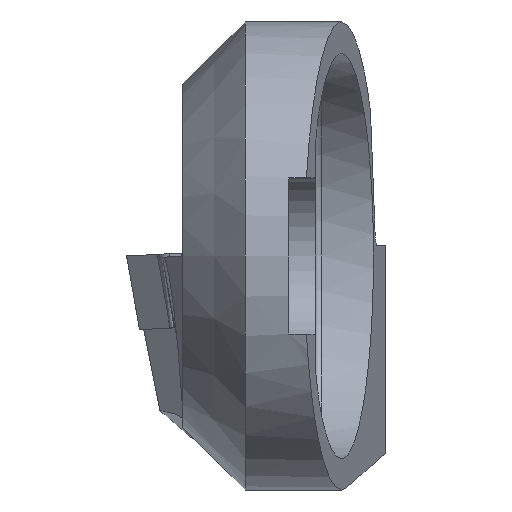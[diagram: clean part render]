
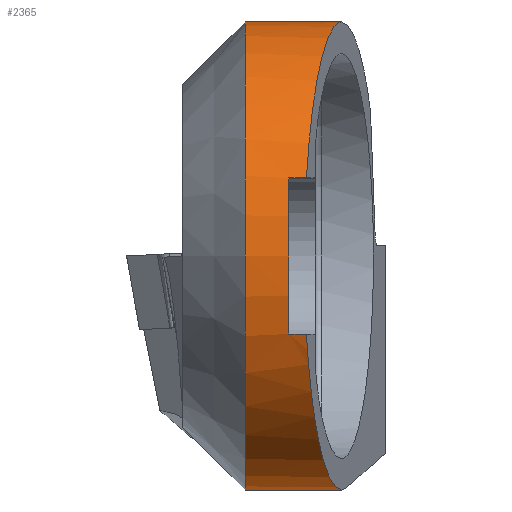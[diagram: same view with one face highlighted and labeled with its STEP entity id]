
A CAD part, front view. The second image highlights one B-rep face of the part: STEP entity #2365.
In plain terms, the highlighted cylindrical face has radius 7.5 mm (diameter 15 mm), a partial arc.
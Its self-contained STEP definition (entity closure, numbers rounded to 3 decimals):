
#89 = CARTESIAN_POINT ( 'NONE',  ( -0.282, -7.071, -2.5 ) ) ;
#102 = DIRECTION ( 'NONE',  ( 0., 0., -1. ) ) ;
#104 = CARTESIAN_POINT ( 'NONE',  ( -0.282, -7.071, -2.5 ) ) ;
#106 = CYLINDRICAL_SURFACE ( 'NONE', #3803, 7.5 ) ;
#133 = CARTESIAN_POINT ( 'NONE',  ( -0.108, -5.975, 5.601 ) ) ;
#151 = DIRECTION ( 'NONE',  ( 1., 0., 0. ) ) ;
#231 = EDGE_CURVE ( 'NONE', #2698, #2151, #4373, .T. ) ;
#306 = VERTEX_POINT ( 'NONE', #1815 ) ;
#330 = CARTESIAN_POINT ( 'NONE',  ( 0.317, -3.289, 7.5 ) ) ;
#438 = CARTESIAN_POINT ( 'NONE',  ( -0.282, -7.071, 2.5 ) ) ;
#477 =( BOUNDED_CURVE ( )  B_SPLINE_CURVE ( 3, ( #438, #133, #330, #3163 ),
 .UNSPECIFIED., .F., .T. ) 
 B_SPLINE_CURVE_WITH_KNOTS ( ( 4, 4 ),
 ( 3.481, 4.712 ),
 .UNSPECIFIED. ) 
 CURVE ( )  GEOMETRIC_REPRESENTATION_ITEM ( )  RATIONAL_B_SPLINE_CURVE ( ( 1., 0.878, 0.878, 1. ) ) 
 REPRESENTATION_ITEM ( '' )  );
#560 = EDGE_CURVE ( 'NONE', #4828, #1973, #5089, .T. ) ;
#577 = ORIENTED_EDGE ( 'NONE', *, *, #4101, .T. ) ;
#609 = CARTESIAN_POINT ( 'NONE',  ( -0.85, -7.071, -2.5 ) ) ;
#668 = EDGE_CURVE ( 'NONE', #3992, #2698, #4829, .T. ) ;
#799 = CARTESIAN_POINT ( 'NONE',  ( 0.838, 0., 7.5 ) ) ;
#834 = EDGE_LOOP ( 'NONE', ( #4505, #4072, #3334, #4048, #4018, #5013, #972, #577 ) ) ;
#972 = ORIENTED_EDGE ( 'NONE', *, *, #4993, .T. ) ;
#988 = CARTESIAN_POINT ( 'NONE',  ( 0.317, -3.289, -7.5 ) ) ;
#1314 = DIRECTION ( 'NONE',  ( 1., 0., 0. ) ) ;
#1439 = CARTESIAN_POINT ( 'NONE',  ( -6.2, -7.071, 2.5 ) ) ;
#1442 = VECTOR ( 'NONE', #1444, 1000. ) ;
#1444 = DIRECTION ( 'NONE',  ( 1., 0., 0. ) ) ;
#1458 = CARTESIAN_POINT ( 'NONE',  ( -6.2, -7.071, -2.5 ) ) ;
#1513 = DIRECTION ( 'NONE',  ( 0., 0., 1. ) ) ;
#1713 = CARTESIAN_POINT ( 'NONE',  ( -0.85, 0., 0. ) ) ;
#1809 = CARTESIAN_POINT ( 'NONE',  ( -2.25, 0., 7.5 ) ) ;
#1815 = CARTESIAN_POINT ( 'NONE',  ( -0.282, -7.071, 2.5 ) ) ;
#1870 = VERTEX_POINT ( 'NONE', #799 ) ;
#1973 = VERTEX_POINT ( 'NONE', #1809 ) ;
#2125 = AXIS2_PLACEMENT_3D ( 'NONE', #4626, #3530, #1513 ) ;
#2132 = CARTESIAN_POINT ( 'NONE',  ( -0.108, -5.975, -5.601 ) ) ;
#2151 = VERTEX_POINT ( 'NONE', #609 ) ;
#2159 = DIRECTION ( 'NONE',  ( 1., 0., 0. ) ) ;
#2201 = CIRCLE ( 'NONE', #2291, 7.5 ) ;
#2250 = LINE ( 'NONE', #1439, #1442 ) ;
#2291 = AXIS2_PLACEMENT_3D ( 'NONE', #1713, #2159, #4405 ) ;
#2346 = CARTESIAN_POINT ( 'NONE',  ( -6.2, 0., 0. ) ) ;
#2356 = CARTESIAN_POINT ( 'NONE',  ( 0.838, 0., -7.5 ) ) ;
#2365 = ADVANCED_FACE ( 'NONE', ( #4061 ), #106, .T. ) ;
#2448 = LINE ( 'NONE', #4002, #2687 ) ;
#2687 = VECTOR ( 'NONE', #151, 1000. ) ;
#2698 = VERTEX_POINT ( 'NONE', #89 ) ;
#2716 = VERTEX_POINT ( 'NONE', #2744 ) ;
#2744 = CARTESIAN_POINT ( 'NONE',  ( -0.85, -7.071, 2.5 ) ) ;
#3132 = VECTOR ( 'NONE', #4062, 1000. ) ;
#3163 = CARTESIAN_POINT ( 'NONE',  ( 0.838, 0., 7.5 ) ) ;
#3288 = CARTESIAN_POINT ( 'NONE',  ( -2.25, 0., -7.5 ) ) ;
#3334 = ORIENTED_EDGE ( 'NONE', *, *, #3404, .T. ) ;
#3404 = EDGE_CURVE ( 'NONE', #4828, #3992, #2448, .T. ) ;
#3514 = EDGE_CURVE ( 'NONE', #2716, #2151, #2201, .T. ) ;
#3530 = DIRECTION ( 'NONE',  ( -1., 0., 0. ) ) ;
#3535 = EDGE_CURVE ( 'NONE', #1973, #1870, #4632, .T. ) ;
#3803 = AXIS2_PLACEMENT_3D ( 'NONE', #2346, #1314, #102 ) ;
#3899 = VECTOR ( 'NONE', #5012, 1000. ) ;
#3978 = CARTESIAN_POINT ( 'NONE',  ( 0.838, 0., -7.5 ) ) ;
#3992 = VERTEX_POINT ( 'NONE', #2356 ) ;
#4002 = CARTESIAN_POINT ( 'NONE',  ( -6.2, 0., -7.5 ) ) ;
#4018 = ORIENTED_EDGE ( 'NONE', *, *, #231, .T. ) ;
#4048 = ORIENTED_EDGE ( 'NONE', *, *, #668, .T. ) ;
#4061 = FACE_OUTER_BOUND ( 'NONE', #834, .T. ) ;
#4062 = DIRECTION ( 'NONE',  ( 1., 0., 0. ) ) ;
#4072 = ORIENTED_EDGE ( 'NONE', *, *, #560, .F. ) ;
#4101 = EDGE_CURVE ( 'NONE', #306, #1870, #477, .T. ) ;
#4373 = LINE ( 'NONE', #1458, #3899 ) ;
#4391 = CARTESIAN_POINT ( 'NONE',  ( -6.2, 0., 7.5 ) ) ;
#4405 = DIRECTION ( 'NONE',  ( 0., 0., -1. ) ) ;
#4505 = ORIENTED_EDGE ( 'NONE', *, *, #3535, .F. ) ;
#4626 = CARTESIAN_POINT ( 'NONE',  ( -2.25, 0., 0. ) ) ;
#4632 = LINE ( 'NONE', #4391, #3132 ) ;
#4828 = VERTEX_POINT ( 'NONE', #3288 ) ;
#4829 =( BOUNDED_CURVE ( )  B_SPLINE_CURVE ( 3, ( #3978, #988, #2132, #104 ),
 .UNSPECIFIED., .F., .F. ) 
 B_SPLINE_CURVE_WITH_KNOTS ( ( 4, 4 ),
 ( 1.571, 2.802 ),
 .UNSPECIFIED. ) 
 CURVE ( )  GEOMETRIC_REPRESENTATION_ITEM ( )  RATIONAL_B_SPLINE_CURVE ( ( 1., 0.878, 0.878, 1. ) ) 
 REPRESENTATION_ITEM ( '' )  );
#4993 = EDGE_CURVE ( 'NONE', #2716, #306, #2250, .T. ) ;
#5012 = DIRECTION ( 'NONE',  ( -1., 0., 0. ) ) ;
#5013 = ORIENTED_EDGE ( 'NONE', *, *, #3514, .F. ) ;
#5089 = CIRCLE ( 'NONE', #2125, 7.5 ) ;
